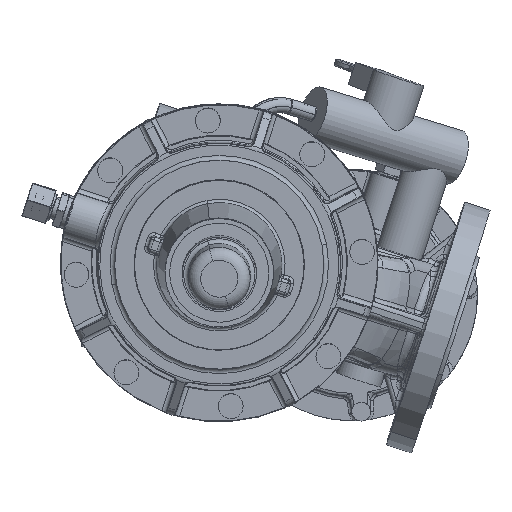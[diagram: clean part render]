
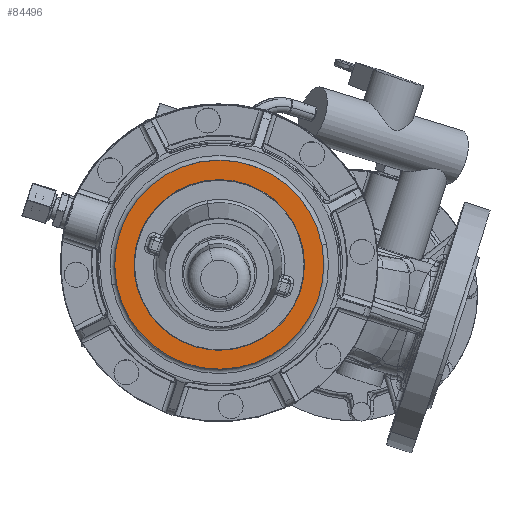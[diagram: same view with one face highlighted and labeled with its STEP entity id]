
A CAD part, top view. The second image highlights one B-rep face of the part: STEP entity #84496.
In plain terms, the highlighted face is planar.
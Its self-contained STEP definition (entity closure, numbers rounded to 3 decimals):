
#84344=DIRECTION('Axis2P3D Direction',(0.,-0.,1.)) ;
#84368=DIRECTION('Axis2P3D Direction',(0.,0.,1.)) ;
#84462=DIRECTION('Axis2P3D Direction',(0.,-0.,1.)) ;
#84463=DIRECTION('Axis2P3D XDirection',(1.,0.,0.)) ;
#84471=DIRECTION('Axis2P3D Direction',(0.,-0.,1.)) ;
#84480=DIRECTION('Axis2P3D Direction',(0.,-0.,1.)) ;
#84487=DIRECTION('Axis2P3D Direction',(0.,-0.,1.)) ;
#84340=CARTESIAN_POINT('Vertex',(-59.237,-32.361,179.)) ;
#84343=CARTESIAN_POINT('Axis2P3D Location',(0.,0.,179.)) ;
#84347=CARTESIAN_POINT('Vertex',(59.237,32.361,179.)) ;
#84367=CARTESIAN_POINT('Axis2P3D Location',(0.,0.,179.)) ;
#84461=CARTESIAN_POINT('Axis2P3D Location',(10.,0.,179.)) ;
#84470=CARTESIAN_POINT('Axis2P3D Location',(0.,0.,179.)) ;
#84474=CARTESIAN_POINT('Vertex',(26.129,-47.828,179.)) ;
#84476=CARTESIAN_POINT('Vertex',(-26.129,47.828,179.)) ;
#84479=CARTESIAN_POINT('Axis2P3D Location',(0.,0.,179.)) ;
#84483=CARTESIAN_POINT('Vertex',(20.212,-50.613,179.)) ;
#84486=CARTESIAN_POINT('Axis2P3D Location',(0.,0.,179.)) ;
#84345=AXIS2_PLACEMENT_3D('Circle Axis2P3D',#84343,#84344,$) ;
#84369=AXIS2_PLACEMENT_3D('Circle Axis2P3D',#84367,#84368,$) ;
#84464=AXIS2_PLACEMENT_3D('Plane Axis2P3D',#84461,#84462,#84463) ;
#84472=AXIS2_PLACEMENT_3D('Circle Axis2P3D',#84470,#84471,$) ;
#84481=AXIS2_PLACEMENT_3D('Circle Axis2P3D',#84479,#84480,$) ;
#84488=AXIS2_PLACEMENT_3D('Circle Axis2P3D',#84486,#84487,$) ;
#84495=FACE_BOUND('',#84491,.T.) ;
#84349=EDGE_CURVE('',#84348,#84341,#84346,.T.) ;
#84371=EDGE_CURVE('',#84341,#84348,#84370,.T.) ;
#84478=EDGE_CURVE('',#84475,#84477,#84473,.T.) ;
#84485=EDGE_CURVE('',#84484,#84475,#84482,.T.) ;
#84490=EDGE_CURVE('',#84477,#84484,#84489,.T.) ;
#84465=PLANE('Plane',#84464) ;
#84467=ORIENTED_EDGE('',*,*,#84371,.T.) ;
#84468=ORIENTED_EDGE('',*,*,#84349,.T.) ;
#84492=ORIENTED_EDGE('',*,*,#84478,.F.) ;
#84493=ORIENTED_EDGE('',*,*,#84485,.F.) ;
#84494=ORIENTED_EDGE('',*,*,#84490,.F.) ;
#84496=ADVANCED_FACE('Brep With Voids',(#84469,#84495),#84465,.T.) ;
#84346=CIRCLE('generated circle',#84345,67.5) ;
#84370=CIRCLE('generated circle',#84369,67.5) ;
#84473=CIRCLE('generated circle',#84472,54.5) ;
#84482=CIRCLE('generated circle',#84481,54.5) ;
#84489=CIRCLE('generated circle',#84488,54.5) ;
#84341=VERTEX_POINT('',#84340) ;
#84348=VERTEX_POINT('',#84347) ;
#84475=VERTEX_POINT('',#84474) ;
#84477=VERTEX_POINT('',#84476) ;
#84484=VERTEX_POINT('',#84483) ;
#84466=EDGE_LOOP('',(#84467,#84468)) ;
#84491=EDGE_LOOP('',(#84492,#84493,#84494)) ;
#84469=FACE_OUTER_BOUND('',#84466,.T.) ;
